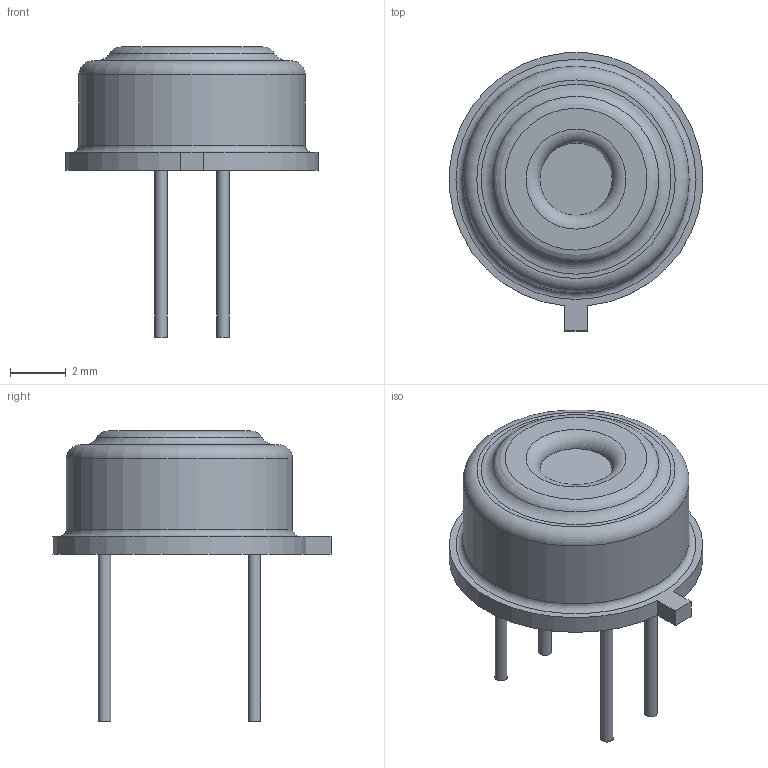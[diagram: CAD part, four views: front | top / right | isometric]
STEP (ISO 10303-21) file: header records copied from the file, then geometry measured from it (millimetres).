
FILE_DESCRIPTION(/* description */ (''),/* implementation_level */ '2;1');
FILE_NAME(/* name */ 'TO-39_Heimann.stp',/* time_stamp */ '2023-03-02T17:47:03+01:00',/* author */ (''),/* organization */ (''),/* preprocessor_version */ 'ST-DEVELOPER v18.1',/* originating_system */ 'SIEMENS PLM Software NX 1988',/* authorisation */ '');
FILE_SCHEMA (('AUTOMOTIVE_DESIGN { 1 0 10303 214 3 1 1 1 }'));
Length unit declared in the file: millimetre
Products named in the file (1): TO-39_Heimann
Bounding box: 9.11 x 10.01 x 10.45 mm (x, y, z)
Volume: 229 mm3; surface area: 268.5 mm2
Topology: 1 solids, 1 shells, 23 faces, 40 edges, 26 vertices
Faces by surface type: plane 12, cylinder 6, torus 5
Full cylindrical faces by diameter (mm): 0.45 x4, 8.15 x1
Entity records: 686 total; most frequent: DIRECTION 96, CARTESIAN_POINT 78, ORIENTED_EDGE 58, AXIS2_PLACEMENT_3D 43, EDGE_LOOP 40, FACE_BOUND 31, EDGE_CURVE 29, VERTEX_POINT 25
